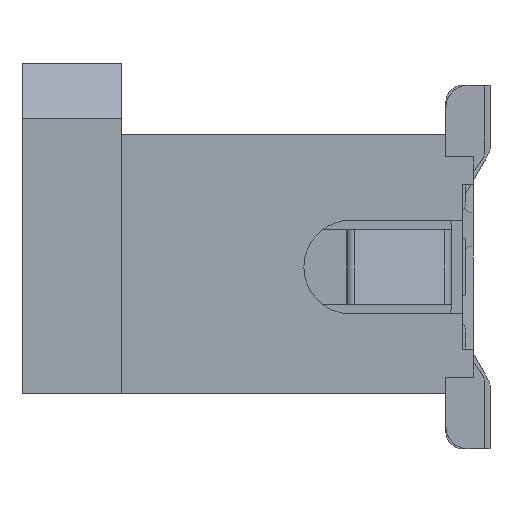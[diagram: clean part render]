
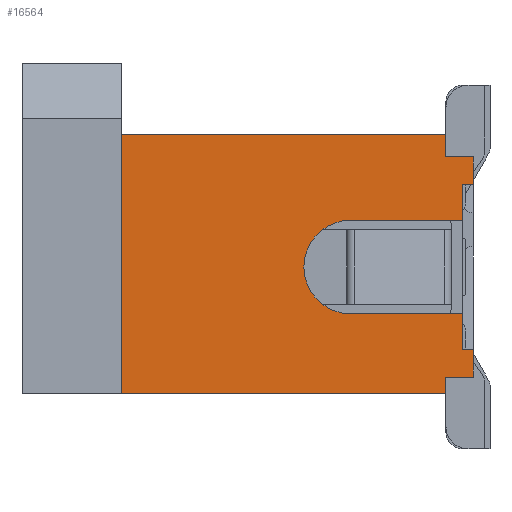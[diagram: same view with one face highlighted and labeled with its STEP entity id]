
A CAD part, left-side view. The second image highlights one B-rep face of the part: STEP entity #16564.
In plain terms, the highlighted planar face has unit normal (-1, 0, 0).
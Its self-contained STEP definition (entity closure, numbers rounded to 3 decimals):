
#315=CIRCLE('',#17637,0.425);
#2086=ORIENTED_EDGE('',*,*,#6326,.T.);
#2087=ORIENTED_EDGE('',*,*,#6362,.F.);
#2088=ORIENTED_EDGE('',*,*,#6369,.F.);
#2089=ORIENTED_EDGE('',*,*,#6370,.F.);
#2090=ORIENTED_EDGE('',*,*,#6292,.F.);
#2091=ORIENTED_EDGE('',*,*,#6371,.T.);
#2092=ORIENTED_EDGE('',*,*,#6372,.T.);
#2093=ORIENTED_EDGE('',*,*,#6373,.F.);
#2094=ORIENTED_EDGE('',*,*,#6374,.F.);
#2095=ORIENTED_EDGE('',*,*,#6366,.F.);
#2096=ORIENTED_EDGE('',*,*,#6375,.T.);
#2097=ORIENTED_EDGE('',*,*,#6376,.T.);
#2098=ORIENTED_EDGE('',*,*,#6377,.T.);
#2099=ORIENTED_EDGE('',*,*,#6359,.T.);
#2100=ORIENTED_EDGE('',*,*,#6378,.T.);
#2101=ORIENTED_EDGE('',*,*,#6379,.T.);
#6292=EDGE_CURVE('',#8552,#8553,#10216,.T.);
#6326=EDGE_CURVE('',#8581,#8580,#10246,.T.);
#6359=EDGE_CURVE('',#8607,#8609,#315,.T.);
#6362=EDGE_CURVE('',#8610,#8580,#10276,.T.);
#6366=EDGE_CURVE('',#8613,#8614,#10280,.T.);
#6369=EDGE_CURVE('',#8616,#8610,#10283,.T.);
#6370=EDGE_CURVE('',#8553,#8616,#10284,.T.);
#6371=EDGE_CURVE('',#8552,#8617,#10285,.T.);
#6372=EDGE_CURVE('',#8617,#8618,#10286,.T.);
#6373=EDGE_CURVE('',#8619,#8618,#10287,.T.);
#6374=EDGE_CURVE('',#8614,#8619,#10288,.T.);
#6375=EDGE_CURVE('',#8613,#8620,#10289,.T.);
#6376=EDGE_CURVE('',#8620,#8621,#10290,.T.);
#6377=EDGE_CURVE('',#8621,#8607,#10291,.T.);
#6378=EDGE_CURVE('',#8609,#8622,#10292,.T.);
#6379=EDGE_CURVE('',#8622,#8581,#10293,.T.);
#8552=VERTEX_POINT('',#24273);
#8553=VERTEX_POINT('',#24275);
#8580=VERTEX_POINT('',#24339);
#8581=VERTEX_POINT('',#24341);
#8607=VERTEX_POINT('',#24401);
#8609=VERTEX_POINT('',#24405);
#8610=VERTEX_POINT('',#24412);
#8613=VERTEX_POINT('',#24419);
#8614=VERTEX_POINT('',#24421);
#8616=VERTEX_POINT('',#24427);
#8617=VERTEX_POINT('',#24430);
#8618=VERTEX_POINT('',#24432);
#8619=VERTEX_POINT('',#24434);
#8620=VERTEX_POINT('',#24437);
#8621=VERTEX_POINT('',#24439);
#8622=VERTEX_POINT('',#24442);
#10216=LINE('',#24274,#12426);
#10246=LINE('',#24340,#12456);
#10276=LINE('',#24411,#12486);
#10280=LINE('',#24420,#12490);
#10283=LINE('',#24426,#12493);
#10284=LINE('',#24428,#12494);
#10285=LINE('',#24429,#12495);
#10286=LINE('',#24431,#12496);
#10287=LINE('',#24433,#12497);
#10288=LINE('',#24435,#12498);
#10289=LINE('',#24436,#12499);
#10290=LINE('',#24438,#12500);
#10291=LINE('',#24440,#12501);
#10292=LINE('',#24441,#12502);
#10293=LINE('',#24443,#12503);
#12426=VECTOR('',#19762,1000.);
#12456=VECTOR('',#19808,1000.);
#12486=VECTOR('',#19862,1000.);
#12490=VECTOR('',#19868,1000.);
#12493=VECTOR('',#19873,1000.);
#12494=VECTOR('',#19874,1000.);
#12495=VECTOR('',#19875,1000.);
#12496=VECTOR('',#19876,1000.);
#12497=VECTOR('',#19877,1000.);
#12498=VECTOR('',#19878,1000.);
#12499=VECTOR('',#19879,1000.);
#12500=VECTOR('',#19880,1000.);
#12501=VECTOR('',#19881,1000.);
#12502=VECTOR('',#19882,1000.);
#12503=VECTOR('',#19883,1000.);
#14302=EDGE_LOOP('',(#2086,#2087,#2088,#2089,#2090,#2091,#2092,#2093,#2094,
#2095,#2096,#2097,#2098,#2099,#2100,#2101));
#15102=FACE_BOUND('',#14302,.T.);
#15812=PLANE('',#17641);
#16564=ADVANCED_FACE('',(#15102),#15812,.F.);
#17637=AXIS2_PLACEMENT_3D('',#24406,#19854,#19855);
#17641=AXIS2_PLACEMENT_3D('',#24425,#19871,#19872);
#19762=DIRECTION('',(0.,-1.,0.));
#19808=DIRECTION('',(0.,-1.,0.));
#19854=DIRECTION('',(1.,0.,0.));
#19855=DIRECTION('',(0.,0.,-1.));
#19862=DIRECTION('',(0.,0.,-1.));
#19868=DIRECTION('',(0.,0.,-1.));
#19871=DIRECTION('',(1.,0.,0.));
#19872=DIRECTION('',(0.,0.,-1.));
#19873=DIRECTION('',(0.,-1.,0.));
#19874=DIRECTION('',(0.,0.,-1.));
#19875=DIRECTION('',(0.,0.,-1.));
#19876=DIRECTION('',(0.,-1.,0.));
#19877=DIRECTION('',(0.,0.,-1.));
#19878=DIRECTION('',(0.,1.,0.));
#19879=DIRECTION('',(0.,1.,0.));
#19880=DIRECTION('',(0.,0.,1.));
#19881=DIRECTION('',(0.,1.,0.));
#19882=DIRECTION('',(0.,-1.,0.));
#19883=DIRECTION('',(0.,0.,1.));
#24273=CARTESIAN_POINT('',(-7.725,3.2,1.175));
#24274=CARTESIAN_POINT('',(-7.725,3.2,1.175));
#24275=CARTESIAN_POINT('',(-7.725,0.25,1.175));
#24339=CARTESIAN_POINT('',(-7.725,0.,0.725));
#24340=CARTESIAN_POINT('',(-7.725,0.1,0.725));
#24341=CARTESIAN_POINT('',(-7.725,0.1,0.725));
#24401=CARTESIAN_POINT('',(-7.725,1.115,-0.45));
#24405=CARTESIAN_POINT('',(-7.725,1.115,0.4));
#24406=CARTESIAN_POINT('',(-7.725,1.115,-0.025));
#24411=CARTESIAN_POINT('',(-7.725,0.,1.175));
#24412=CARTESIAN_POINT('',(-7.725,0.,0.975));
#24419=CARTESIAN_POINT('',(-7.725,0.,-0.775));
#24420=CARTESIAN_POINT('',(-7.725,0.,1.175));
#24421=CARTESIAN_POINT('',(-7.725,0.,-1.025));
#24425=CARTESIAN_POINT('',(-7.725,3.2,1.175));
#24426=CARTESIAN_POINT('',(-7.725,0.25,0.975));
#24427=CARTESIAN_POINT('',(-7.725,0.25,0.975));
#24428=CARTESIAN_POINT('',(-7.725,0.25,1.175));
#24429=CARTESIAN_POINT('',(-7.725,3.2,1.175));
#24430=CARTESIAN_POINT('',(-7.725,3.2,-1.175));
#24431=CARTESIAN_POINT('',(-7.725,3.2,-1.175));
#24432=CARTESIAN_POINT('',(-7.725,0.25,-1.175));
#24433=CARTESIAN_POINT('',(-7.725,0.25,-1.025));
#24434=CARTESIAN_POINT('',(-7.725,0.25,-1.025));
#24435=CARTESIAN_POINT('',(-7.725,0.,-1.025));
#24436=CARTESIAN_POINT('',(-7.725,0.,-0.775));
#24437=CARTESIAN_POINT('',(-7.725,0.1,-0.775));
#24438=CARTESIAN_POINT('',(-7.725,0.1,-0.775));
#24439=CARTESIAN_POINT('',(-7.725,0.1,-0.45));
#24440=CARTESIAN_POINT('',(-7.725,0.1,-0.45));
#24441=CARTESIAN_POINT('',(-7.725,1.115,0.4));
#24442=CARTESIAN_POINT('',(-7.725,0.1,0.4));
#24443=CARTESIAN_POINT('',(-7.725,0.1,0.4));
